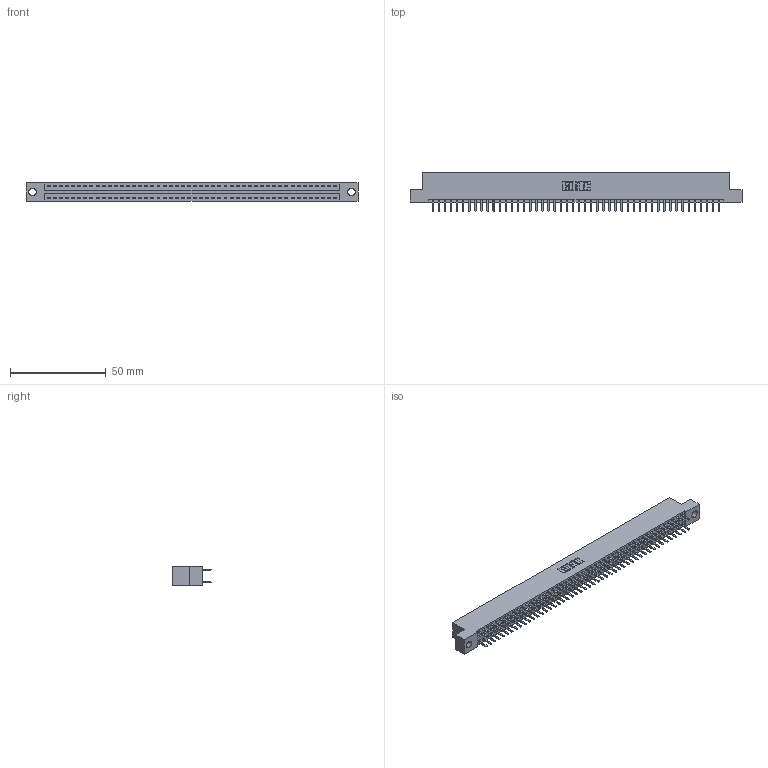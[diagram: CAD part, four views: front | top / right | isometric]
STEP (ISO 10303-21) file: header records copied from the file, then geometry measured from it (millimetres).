
FILE_DESCRIPTION (( 'STEP AP203' ), '1' );
FILE_NAME ('346-096-520-204.STEP', '2018-08-30T06:25:26', ( '' ), ( '' ), 'SwSTEP 2.0', 'SolidWorks 2016', '' );
FILE_SCHEMA (( 'CONFIG_CONTROL_DESIGN' ));
Length unit declared in the file: inch
Products named in the file (3): 346 Part_Flush Mounting Lugs - 0.156 Dia-TH; 345-292-001_345-293-120; 346-096-520-204
Assembly tree (97 placements, depth 2):
  346-096-520-204
    346 Part_Flush Mounting Lugs - 0.156 Dia-TH
    345-292-001_345-293-120  x96
Bounding box: 172.97 x 20.02 x 9.4 mm (x, y, z)
Volume: 16783.7 mm3; surface area: 22879 mm2
Topology: 97 solids, 97 shells, 5498 faces, 15977 edges, 10394 vertices
Faces by surface type: plane 3628, cylinder 1870
Entity records: 30635 total; most frequent: CARTESIAN_POINT 5052, ORIENTED_EDGE 4974, DIRECTION 4491, EDGE_CURVE 2487, LINE 2159, VECTOR 2159, VERTEX_POINT 1654, AXIS2_PLACEMENT_3D 1166
